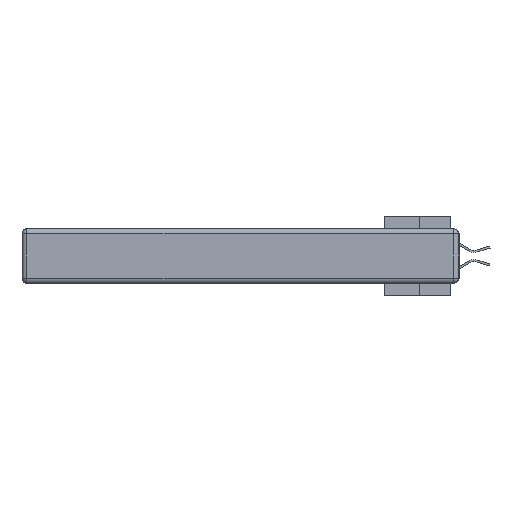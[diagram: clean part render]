
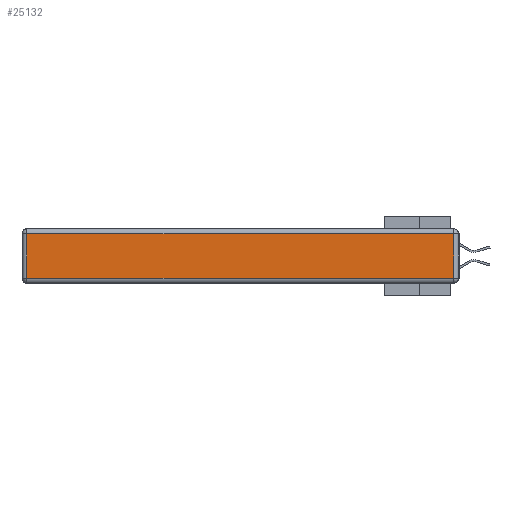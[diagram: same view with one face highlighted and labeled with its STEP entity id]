
A CAD part, left-side view. The second image highlights one B-rep face of the part: STEP entity #25132.
In plain terms, the highlighted planar face has unit normal (-1, 0, 0).
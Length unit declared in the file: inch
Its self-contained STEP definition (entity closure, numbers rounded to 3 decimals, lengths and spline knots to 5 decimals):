
#1370 = VECTOR ( 'NONE', #24248, 39.37008 ) ;
#1547 = AXIS2_PLACEMENT_3D ( 'NONE', #31980, #16919, #4072 ) ;
#2527 = LINE ( 'NONE', #23919, #1370 ) ;
#3058 = CARTESIAN_POINT ( 'NONE',  ( 0., 0.03, -0.03 ) ) ;
#3389 = CARTESIAN_POINT ( 'NONE',  ( 0., 2.72, -0.03 ) ) ;
#3573 = DIRECTION ( 'NONE',  ( 0., 1., 0. ) ) ;
#4072 = DIRECTION ( 'NONE',  ( 0., 0., 1. ) ) ;
#5401 = VECTOR ( 'NONE', #3573, 39.37008 ) ;
#5597 = VERTEX_POINT ( 'NONE', #3389 ) ;
#6393 = VECTOR ( 'NONE', #29738, 39.37008 ) ;
#7880 = EDGE_CURVE ( 'NONE', #31369, #18593, #2527, .T. ) ;
#8396 = CARTESIAN_POINT ( 'NONE',  ( 0., 2.75, -0.03 ) ) ;
#11996 = EDGE_CURVE ( 'NONE', #5597, #31369, #20534, .T. ) ;
#12278 = CARTESIAN_POINT ( 'NONE',  ( 0., 0.03, -0.313 ) ) ;
#13628 = ORIENTED_EDGE ( 'NONE', *, *, #7880, .T. ) ;
#14381 = PLANE ( 'NONE',  #1547 ) ;
#16186 = VECTOR ( 'NONE', #31457, 39.37008 ) ;
#16437 = EDGE_CURVE ( 'NONE', #26528, #5597, #27832, .T. ) ;
#16919 = DIRECTION ( 'NONE',  ( -1., 0., 0. ) ) ;
#17381 = ORIENTED_EDGE ( 'NONE', *, *, #16437, .T. ) ;
#18251 = CARTESIAN_POINT ( 'NONE',  ( 0., 2.72, -0.313 ) ) ;
#18593 = VERTEX_POINT ( 'NONE', #12278 ) ;
#18815 = ORIENTED_EDGE ( 'NONE', *, *, #20097, .T. ) ;
#19379 = ORIENTED_EDGE ( 'NONE', *, *, #11996, .T. ) ;
#20097 = EDGE_CURVE ( 'NONE', #18593, #26528, #22526, .T. ) ;
#20534 = LINE ( 'NONE', #26536, #16186 ) ;
#21628 = CARTESIAN_POINT ( 'NONE',  ( 0., 0.03, -0.343 ) ) ;
#22526 = LINE ( 'NONE', #21628, #6393 ) ;
#23919 = CARTESIAN_POINT ( 'NONE',  ( 0., 0., -0.313 ) ) ;
#24248 = DIRECTION ( 'NONE',  ( 0., -1., 0. ) ) ;
#24364 = EDGE_LOOP ( 'NONE', ( #13628, #18815, #17381, #19379 ) ) ;
#25132 = ADVANCED_FACE ( 'NONE', ( #28259 ), #14381, .T. ) ;
#26528 = VERTEX_POINT ( 'NONE', #3058 ) ;
#26536 = CARTESIAN_POINT ( 'NONE',  ( 0., 2.72, -0.343 ) ) ;
#27832 = LINE ( 'NONE', #8396, #5401 ) ;
#28259 = FACE_OUTER_BOUND ( 'NONE', #24364, .T. ) ;
#29738 = DIRECTION ( 'NONE',  ( 0., 0., 1. ) ) ;
#31369 = VERTEX_POINT ( 'NONE', #18251 ) ;
#31457 = DIRECTION ( 'NONE',  ( 0., 0., -1. ) ) ;
#31980 = CARTESIAN_POINT ( 'NONE',  ( 0., 0., -0.343 ) ) ;
